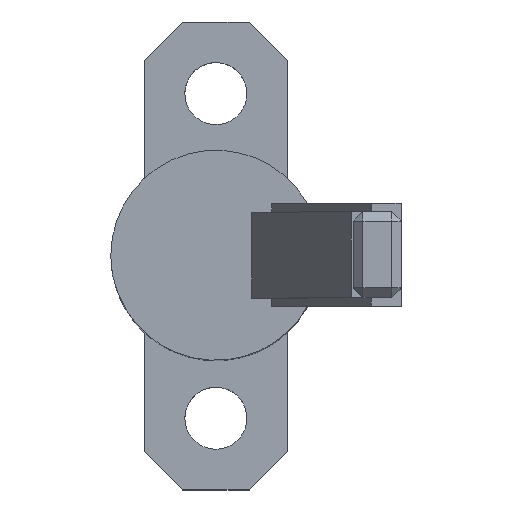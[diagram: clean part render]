
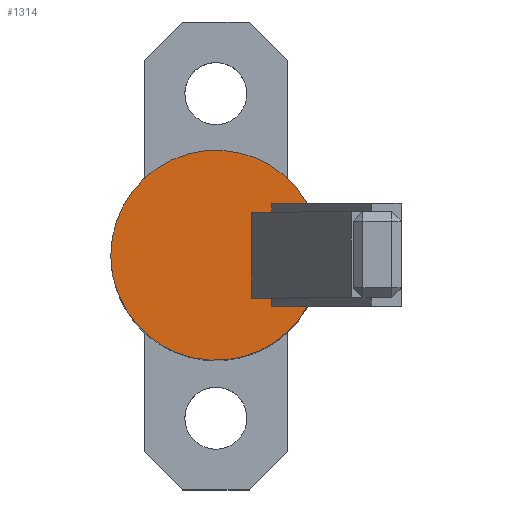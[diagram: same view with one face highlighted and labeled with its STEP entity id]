
A CAD part, top view. The second image highlights one B-rep face of the part: STEP entity #1314.
In plain terms, the highlighted planar face has unit normal (0, 0, 1).
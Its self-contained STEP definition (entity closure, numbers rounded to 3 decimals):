
#1242=AXIS2_PLACEMENT_3D('Plane Axis2P3D',#1239,#1240,#1241) ;
#83=CARTESIAN_POINT('Vertex',(5.87,-4.5,0.)) ;
#125=CARTESIAN_POINT('Vertex',(3.784,-4.5,0.)) ;
#128=CARTESIAN_POINT('Line Origine',(4.827,-4.5,0.)) ;
#247=CARTESIAN_POINT('Line Origine',(4.827,4.5,0.)) ;
#251=CARTESIAN_POINT('Vertex',(5.87,4.5,0.)) ;
#253=CARTESIAN_POINT('Vertex',(3.784,4.5,0.)) ;
#383=CARTESIAN_POINT('Vertex',(5.87,-5.4,0.)) ;
#391=CARTESIAN_POINT('Line Origine',(5.87,-4.95,0.)) ;
#557=CARTESIAN_POINT('Line Origine',(3.784,0.,0.)) ;
#619=CARTESIAN_POINT('Vertex',(5.87,5.4,0.)) ;
#622=CARTESIAN_POINT('Line Origine',(5.87,4.95,0.)) ;
#754=CARTESIAN_POINT('Vertex',(9.,-5.4,0.)) ;
#757=CARTESIAN_POINT('Line Origine',(7.435,-5.4,0.)) ;
#778=CARTESIAN_POINT('Vertex',(9.,5.4,0.)) ;
#786=CARTESIAN_POINT('Line Origine',(9.,0.,0.)) ;
#893=CARTESIAN_POINT('Line Origine',(7.435,5.4,0.)) ;
#1239=CARTESIAN_POINT('Axis2P3D Location',(0.,0.,0.)) ;
#1245=CARTESIAN_POINT('Control Point',(11.,0.,0.)) ;
#1246=CARTESIAN_POINT('Control Point',(11.,-1.137,0.)) ;
#1247=CARTESIAN_POINT('Control Point',(10.853,-2.275,0.)) ;
#1248=CARTESIAN_POINT('Control Point',(10.559,-3.387,0.)) ;
#1249=CARTESIAN_POINT('Control Point',(9.69,-5.51,0.)) ;
#1250=CARTESIAN_POINT('Control Point',(8.31,-7.342,0.)) ;
#1251=CARTESIAN_POINT('Control Point',(7.505,-8.163,0.)) ;
#1252=CARTESIAN_POINT('Control Point',(5.701,-9.579,0.)) ;
#1253=CARTESIAN_POINT('Control Point',(3.596,-10.49,0.)) ;
#1254=CARTESIAN_POINT('Control Point',(2.49,-10.806,0.)) ;
#1255=CARTESIAN_POINT('Control Point',(0.221,-11.145,0.)) ;
#1256=CARTESIAN_POINT('Control Point',(-2.059,-10.896,0.)) ;
#1257=CARTESIAN_POINT('Control Point',(-3.177,-10.624,0.)) ;
#1258=CARTESIAN_POINT('Control Point',(-5.316,-9.798,0.)) ;
#1259=CARTESIAN_POINT('Control Point',(-7.175,-8.454,0.)) ;
#1260=CARTESIAN_POINT('Control Point',(-8.013,-7.666,0.)) ;
#1261=CARTESIAN_POINT('Control Point',(-9.464,-5.89,0.)) ;
#1262=CARTESIAN_POINT('Control Point',(-10.416,-3.803,0.)) ;
#1263=CARTESIAN_POINT('Control Point',(-10.754,-2.704,0.)) ;
#1264=CARTESIAN_POINT('Control Point',(-10.961,-1.486,0.)) ;
#1265=CARTESIAN_POINT('Control Point',(-10.997,-0.262,0.)) ;
#1266=CARTESIAN_POINT('Control Point',(-10.999,-0.175,0.)) ;
#1267=CARTESIAN_POINT('Control Point',(-11.,-0.087,0.)) ;
#1268=CARTESIAN_POINT('Control Point',(-11.,0.,0.)) ;
#1269=CARTESIAN_POINT('Vertex',(11.,0.,0.)) ;
#1271=CARTESIAN_POINT('Vertex',(-11.,0.,0.)) ;
#1275=CARTESIAN_POINT('Control Point',(-11.,0.,0.)) ;
#1276=CARTESIAN_POINT('Control Point',(-11.,1.137,0.)) ;
#1277=CARTESIAN_POINT('Control Point',(-10.853,2.275,0.)) ;
#1278=CARTESIAN_POINT('Control Point',(-10.559,3.387,0.)) ;
#1279=CARTESIAN_POINT('Control Point',(-9.69,5.51,0.)) ;
#1280=CARTESIAN_POINT('Control Point',(-8.31,7.342,0.)) ;
#1281=CARTESIAN_POINT('Control Point',(-7.505,8.163,0.)) ;
#1282=CARTESIAN_POINT('Control Point',(-5.701,9.579,0.)) ;
#1283=CARTESIAN_POINT('Control Point',(-3.596,10.49,0.)) ;
#1284=CARTESIAN_POINT('Control Point',(-2.49,10.806,0.)) ;
#1285=CARTESIAN_POINT('Control Point',(-0.221,11.145,0.)) ;
#1286=CARTESIAN_POINT('Control Point',(2.059,10.896,0.)) ;
#1287=CARTESIAN_POINT('Control Point',(3.177,10.624,0.)) ;
#1288=CARTESIAN_POINT('Control Point',(5.316,9.798,0.)) ;
#1289=CARTESIAN_POINT('Control Point',(7.175,8.454,0.)) ;
#1290=CARTESIAN_POINT('Control Point',(8.013,7.666,0.)) ;
#1291=CARTESIAN_POINT('Control Point',(9.464,5.89,0.)) ;
#1292=CARTESIAN_POINT('Control Point',(10.416,3.803,0.)) ;
#1293=CARTESIAN_POINT('Control Point',(10.754,2.704,0.)) ;
#1294=CARTESIAN_POINT('Control Point',(10.961,1.486,0.)) ;
#1295=CARTESIAN_POINT('Control Point',(10.997,0.262,0.)) ;
#1296=CARTESIAN_POINT('Control Point',(10.999,0.175,0.)) ;
#1297=CARTESIAN_POINT('Control Point',(11.,0.087,0.)) ;
#1298=CARTESIAN_POINT('Control Point',(11.,0.,0.)) ;
#129=DIRECTION('Vector Direction',(-1.,0.,0.)) ;
#248=DIRECTION('Vector Direction',(-1.,0.,0.)) ;
#392=DIRECTION('Vector Direction',(0.,-1.,0.)) ;
#558=DIRECTION('Vector Direction',(0.,-1.,0.)) ;
#623=DIRECTION('Vector Direction',(0.,-1.,0.)) ;
#758=DIRECTION('Vector Direction',(-1.,0.,0.)) ;
#787=DIRECTION('Vector Direction',(0.,-1.,0.)) ;
#894=DIRECTION('Vector Direction',(-1.,0.,0.)) ;
#1240=DIRECTION('Axis2P3D Direction',(0.,0.,1.)) ;
#1241=DIRECTION('Axis2P3D XDirection',(1.,0.,0.)) ;
#130=VECTOR('Line Direction',#129,1.) ;
#249=VECTOR('Line Direction',#248,1.) ;
#393=VECTOR('Line Direction',#392,1.) ;
#559=VECTOR('Line Direction',#558,1.) ;
#624=VECTOR('Line Direction',#623,1.) ;
#759=VECTOR('Line Direction',#758,1.) ;
#788=VECTOR('Line Direction',#787,1.) ;
#895=VECTOR('Line Direction',#894,1.) ;
#1301=ORIENTED_EDGE('',*,*,#1273,.F.) ;
#1302=ORIENTED_EDGE('',*,*,#1299,.F.) ;
#1305=ORIENTED_EDGE('',*,*,#761,.T.) ;
#1306=ORIENTED_EDGE('',*,*,#395,.F.) ;
#1307=ORIENTED_EDGE('',*,*,#132,.T.) ;
#1308=ORIENTED_EDGE('',*,*,#561,.F.) ;
#1309=ORIENTED_EDGE('',*,*,#255,.F.) ;
#1310=ORIENTED_EDGE('',*,*,#626,.F.) ;
#1311=ORIENTED_EDGE('',*,*,#897,.F.) ;
#1312=ORIENTED_EDGE('',*,*,#790,.T.) ;
#1313=FACE_BOUND('',#1304,.T.) ;
#1314=ADVANCED_FACE('01_SSR02_\X2\4E38578B30B330A230593063307D3093672C4F53\X0\',(#1303,#1313),#1243,.T.) ;
#1244=B_SPLINE_CURVE_WITH_KNOTS('',5,(#1245,#1246,#1247,#1248,#1249,#1250,#1251,#1252,#1253,#1254,#1255,#1256,#1257,#1258,#1259,#1260,#1261,#1262,#1263,#1264,#1265,#1266,#1267,#1268),.UNSPECIFIED.,.F.,.U.,(6,3,3,3,3,3,3,6),(0.,8.042,16.085,24.127,32.169,40.211,48.254,48.871),.UNSPECIFIED.) ;
#1274=B_SPLINE_CURVE_WITH_KNOTS('',5,(#1275,#1276,#1277,#1278,#1279,#1280,#1281,#1282,#1283,#1284,#1285,#1286,#1287,#1288,#1289,#1290,#1291,#1292,#1293,#1294,#1295,#1296,#1297,#1298),.UNSPECIFIED.,.F.,.U.,(6,3,3,3,3,3,3,6),(0.,8.042,16.085,24.127,32.169,40.211,48.254,48.871),.UNSPECIFIED.) ;
#132=EDGE_CURVE('',#84,#126,#131,.T.) ;
#255=EDGE_CURVE('',#252,#254,#250,.T.) ;
#395=EDGE_CURVE('',#84,#384,#394,.T.) ;
#561=EDGE_CURVE('',#254,#126,#560,.T.) ;
#626=EDGE_CURVE('',#620,#252,#625,.T.) ;
#761=EDGE_CURVE('',#755,#384,#760,.T.) ;
#790=EDGE_CURVE('',#779,#755,#789,.T.) ;
#897=EDGE_CURVE('',#779,#620,#896,.T.) ;
#1273=EDGE_CURVE('',#1270,#1272,#1244,.T.) ;
#1299=EDGE_CURVE('',#1272,#1270,#1274,.T.) ;
#1300=EDGE_LOOP('',(#1301,#1302)) ;
#1304=EDGE_LOOP('',(#1305,#1306,#1307,#1308,#1309,#1310,#1311,#1312)) ;
#1303=FACE_OUTER_BOUND('',#1300,.T.) ;
#131=LINE('Line',#128,#130) ;
#250=LINE('Line',#247,#249) ;
#394=LINE('Line',#391,#393) ;
#560=LINE('Line',#557,#559) ;
#625=LINE('Line',#622,#624) ;
#760=LINE('Line',#757,#759) ;
#789=LINE('Line',#786,#788) ;
#896=LINE('Line',#893,#895) ;
#1243=PLANE('Plane',#1242) ;
#84=VERTEX_POINT('',#83) ;
#126=VERTEX_POINT('',#125) ;
#252=VERTEX_POINT('',#251) ;
#254=VERTEX_POINT('',#253) ;
#384=VERTEX_POINT('',#383) ;
#620=VERTEX_POINT('',#619) ;
#755=VERTEX_POINT('',#754) ;
#779=VERTEX_POINT('',#778) ;
#1270=VERTEX_POINT('',#1269) ;
#1272=VERTEX_POINT('',#1271) ;
